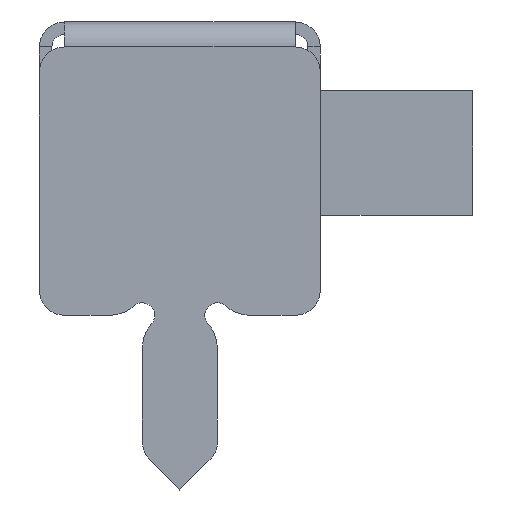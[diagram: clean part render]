
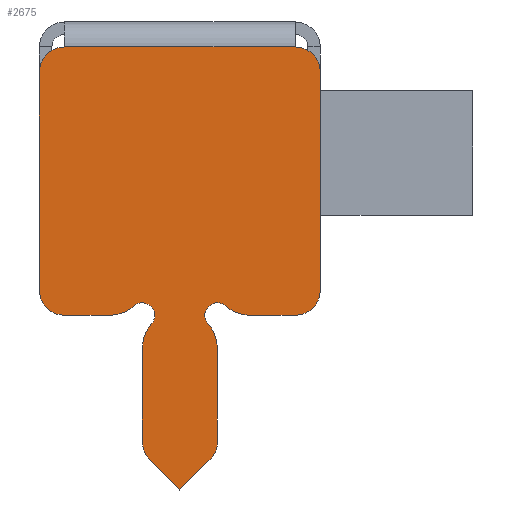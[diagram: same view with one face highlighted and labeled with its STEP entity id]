
A CAD part, left-side view. The second image highlights one B-rep face of the part: STEP entity #2675.
In plain terms, the highlighted planar face has unit normal (-1, 0, 0).
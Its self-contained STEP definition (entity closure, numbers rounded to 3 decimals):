
#28=PLANE('',#2867);
#144=FACE_OUTER_BOUND('',#311,.T.);
#311=EDGE_LOOP('',(#1837,#1838,#1839,#1840,#1841,#1842,#1843,#1844,#1845,
#1846,#1847,#1848,#1849,#1850,#1851,#1852,#1853,#1854,#1855,#1856,#1857));
#483=LINE('',#4014,#776);
#486=LINE('',#4020,#779);
#487=LINE('',#4028,#780);
#488=LINE('',#4032,#781);
#489=LINE('',#4036,#782);
#490=LINE('',#4040,#783);
#491=LINE('',#4044,#784);
#492=LINE('',#4052,#785);
#493=LINE('',#4055,#786);
#776=VECTOR('',#3167,10.);
#779=VECTOR('',#3172,10.);
#780=VECTOR('',#3179,10.);
#781=VECTOR('',#3182,10.);
#782=VECTOR('',#3185,10.);
#783=VECTOR('',#3188,0.288);
#784=VECTOR('',#3191,10.);
#785=VECTOR('',#3198,10.);
#786=VECTOR('',#3201,10.);
#1063=CIRCLE('',#2865,0.4);
#1064=CIRCLE('',#2868,0.6);
#1065=CIRCLE('',#2869,0.2);
#1066=CIRCLE('',#2870,0.6);
#1067=CIRCLE('',#2871,0.4);
#1068=CIRCLE('',#2872,0.4);
#1069=CIRCLE('',#2873,0.4);
#1070=CIRCLE('',#2874,0.4);
#1071=CIRCLE('',#2875,0.6);
#1072=CIRCLE('',#2876,0.2);
#1073=CIRCLE('',#2877,0.6);
#1074=CIRCLE('',#2878,0.4);
#1178=VERTEX_POINT('',#4007);
#1179=VERTEX_POINT('',#4009);
#1180=VERTEX_POINT('',#4013);
#1182=VERTEX_POINT('',#4019);
#1183=VERTEX_POINT('',#4021);
#1184=VERTEX_POINT('',#4023);
#1185=VERTEX_POINT('',#4025);
#1186=VERTEX_POINT('',#4027);
#1187=VERTEX_POINT('',#4029);
#1188=VERTEX_POINT('',#4031);
#1189=VERTEX_POINT('',#4033);
#1190=VERTEX_POINT('',#4035);
#1191=VERTEX_POINT('',#4037);
#1192=VERTEX_POINT('',#4039);
#1193=VERTEX_POINT('',#4041);
#1194=VERTEX_POINT('',#4043);
#1195=VERTEX_POINT('',#4045);
#1196=VERTEX_POINT('',#4047);
#1197=VERTEX_POINT('',#4049);
#1198=VERTEX_POINT('',#4051);
#1199=VERTEX_POINT('',#4053);
#1427=EDGE_CURVE('',#1178,#1179,#1063,.T.);
#1429=EDGE_CURVE('',#1180,#1179,#483,.T.);
#1432=EDGE_CURVE('',#1182,#1178,#486,.T.);
#1433=EDGE_CURVE('',#1183,#1182,#1064,.T.);
#1434=EDGE_CURVE('',#1183,#1184,#1065,.T.);
#1435=EDGE_CURVE('',#1185,#1184,#1066,.T.);
#1436=EDGE_CURVE('',#1185,#1186,#487,.T.);
#1437=EDGE_CURVE('',#1187,#1186,#1067,.T.);
#1438=EDGE_CURVE('',#1187,#1188,#488,.T.);
#1439=EDGE_CURVE('',#1189,#1188,#1068,.T.);
#1440=EDGE_CURVE('',#1189,#1190,#489,.T.);
#1441=EDGE_CURVE('',#1191,#1190,#1069,.T.);
#1442=EDGE_CURVE('',#1191,#1192,#490,.T.);
#1443=EDGE_CURVE('',#1193,#1192,#1070,.T.);
#1444=EDGE_CURVE('',#1193,#1194,#491,.T.);
#1445=EDGE_CURVE('',#1195,#1194,#1071,.T.);
#1446=EDGE_CURVE('',#1195,#1196,#1072,.T.);
#1447=EDGE_CURVE('',#1197,#1196,#1073,.T.);
#1448=EDGE_CURVE('',#1197,#1198,#492,.T.);
#1449=EDGE_CURVE('',#1199,#1198,#1074,.T.);
#1450=EDGE_CURVE('',#1180,#1199,#493,.T.);
#1837=ORIENTED_EDGE('',*,*,#1427,.F.);
#1838=ORIENTED_EDGE('',*,*,#1432,.F.);
#1839=ORIENTED_EDGE('',*,*,#1433,.F.);
#1840=ORIENTED_EDGE('',*,*,#1434,.T.);
#1841=ORIENTED_EDGE('',*,*,#1435,.F.);
#1842=ORIENTED_EDGE('',*,*,#1436,.T.);
#1843=ORIENTED_EDGE('',*,*,#1437,.F.);
#1844=ORIENTED_EDGE('',*,*,#1438,.T.);
#1845=ORIENTED_EDGE('',*,*,#1439,.F.);
#1846=ORIENTED_EDGE('',*,*,#1440,.T.);
#1847=ORIENTED_EDGE('',*,*,#1441,.F.);
#1848=ORIENTED_EDGE('',*,*,#1442,.T.);
#1849=ORIENTED_EDGE('',*,*,#1443,.F.);
#1850=ORIENTED_EDGE('',*,*,#1444,.T.);
#1851=ORIENTED_EDGE('',*,*,#1445,.F.);
#1852=ORIENTED_EDGE('',*,*,#1446,.T.);
#1853=ORIENTED_EDGE('',*,*,#1447,.F.);
#1854=ORIENTED_EDGE('',*,*,#1448,.T.);
#1855=ORIENTED_EDGE('',*,*,#1449,.F.);
#1856=ORIENTED_EDGE('',*,*,#1450,.F.);
#1857=ORIENTED_EDGE('',*,*,#1429,.T.);
#2675=ADVANCED_FACE('',(#144),#28,.T.);
#2865=AXIS2_PLACEMENT_3D('',#4010,#3162,#3163);
#2867=AXIS2_PLACEMENT_3D('',#4018,#3170,#3171);
#2868=AXIS2_PLACEMENT_3D('',#4022,#3173,#3174);
#2869=AXIS2_PLACEMENT_3D('',#4024,#3175,#3176);
#2870=AXIS2_PLACEMENT_3D('',#4026,#3177,#3178);
#2871=AXIS2_PLACEMENT_3D('',#4030,#3180,#3181);
#2872=AXIS2_PLACEMENT_3D('',#4034,#3183,#3184);
#2873=AXIS2_PLACEMENT_3D('',#4038,#3186,#3187);
#2874=AXIS2_PLACEMENT_3D('',#4042,#3189,#3190);
#2875=AXIS2_PLACEMENT_3D('',#4046,#3192,#3193);
#2876=AXIS2_PLACEMENT_3D('',#4048,#3194,#3195);
#2877=AXIS2_PLACEMENT_3D('',#4050,#3196,#3197);
#2878=AXIS2_PLACEMENT_3D('',#4054,#3199,#3200);
#3162=DIRECTION('center_axis',(1.,0.,0.));
#3163=DIRECTION('ref_axis',(0.,-0.924,-0.383));
#3167=DIRECTION('',(0.,-0.707,0.707));
#3170=DIRECTION('center_axis',(-1.,0.,0.));
#3171=DIRECTION('ref_axis',(0.,0.,1.));
#3172=DIRECTION('',(0.,0.,-1.));
#3173=DIRECTION('center_axis',(1.,0.,0.));
#3174=DIRECTION('ref_axis',(0.,-0.935,0.354));
#3175=DIRECTION('center_axis',(1.,0.,0.));
#3176=DIRECTION('ref_axis',(0.,1.,0.));
#3177=DIRECTION('center_axis',(1.,0.,0.));
#3178=DIRECTION('ref_axis',(0.,0.354,-0.935));
#3179=DIRECTION('',(0.,-1.,0.));
#3180=DIRECTION('center_axis',(1.,0.,0.));
#3181=DIRECTION('ref_axis',(0.,-0.707,-0.707));
#3182=DIRECTION('',(0.,0.,1.));
#3183=DIRECTION('center_axis',(1.,0.,0.));
#3184=DIRECTION('ref_axis',(0.,-0.707,0.707));
#3185=DIRECTION('',(0.,1.,0.));
#3186=DIRECTION('center_axis',(1.,0.,0.));
#3187=DIRECTION('ref_axis',(0.,0.707,0.707));
#3188=DIRECTION('',(0.,0.,-1.));
#3189=DIRECTION('center_axis',(1.,0.,0.));
#3190=DIRECTION('ref_axis',(0.,0.707,-0.707));
#3191=DIRECTION('',(0.,-1.,0.));
#3192=DIRECTION('center_axis',(1.,0.,0.));
#3193=DIRECTION('ref_axis',(0.,-0.354,-0.935));
#3194=DIRECTION('center_axis',(1.,0.,0.));
#3195=DIRECTION('ref_axis',(0.,1.,0.));
#3196=DIRECTION('center_axis',(1.,0.,0.));
#3197=DIRECTION('ref_axis',(0.,0.935,0.354));
#3198=DIRECTION('',(0.,0.,-1.));
#3199=DIRECTION('center_axis',(1.,0.,0.));
#3200=DIRECTION('ref_axis',(0.,0.924,-0.383));
#3201=DIRECTION('',(0.,0.707,0.707));
#4007=CARTESIAN_POINT('',(0.,1.65,-6.534));
#4009=CARTESIAN_POINT('',(0.,1.767,-6.817));
#4010=CARTESIAN_POINT('Origin',(0.,2.05,-6.534));
#4013=CARTESIAN_POINT('',(0.,2.25,-7.3));
#4014=CARTESIAN_POINT('',(0.,2.25,-7.3));
#4018=CARTESIAN_POINT('Origin',(0.,2.25,-2.124));
#4019=CARTESIAN_POINT('',(0.,1.65,-5.029));
#4020=CARTESIAN_POINT('',(0.,1.65,-4.5));
#4021=CARTESIAN_POINT('',(0.,1.8,-4.632));
#4022=CARTESIAN_POINT('Origin',(0.,2.25,-5.029));
#4023=CARTESIAN_POINT('',(0.,1.518,-4.35));
#4024=CARTESIAN_POINT('Origin',(0.,1.65,-4.5));
#4025=CARTESIAN_POINT('',(0.,1.121,-4.5));
#4026=CARTESIAN_POINT('Origin',(0.,1.121,-3.9));
#4027=CARTESIAN_POINT('',(0.,0.4,-4.5));
#4028=CARTESIAN_POINT('',(0.,0.,-4.5));
#4029=CARTESIAN_POINT('',(0.,0.,-4.1));
#4030=CARTESIAN_POINT('Origin',(0.,0.4,-4.1));
#4031=CARTESIAN_POINT('',(0.,0.,-0.6));
#4032=CARTESIAN_POINT('',(0.,0.,-0.2));
#4033=CARTESIAN_POINT('',(0.,0.4,-0.2));
#4034=CARTESIAN_POINT('Origin',(0.,0.4,-0.6));
#4035=CARTESIAN_POINT('',(0.,4.1,-0.2));
#4036=CARTESIAN_POINT('',(0.,2.25,-0.2));
#4037=CARTESIAN_POINT('',(0.,4.5,-0.6));
#4038=CARTESIAN_POINT('Origin',(0.,4.1,-0.6));
#4039=CARTESIAN_POINT('',(0.,4.5,-4.1));
#4040=CARTESIAN_POINT('',(0.,4.5,0.705));
#4041=CARTESIAN_POINT('',(0.,4.1,-4.5));
#4042=CARTESIAN_POINT('Origin',(0.,4.1,-4.1));
#4043=CARTESIAN_POINT('',(0.,3.379,-4.5));
#4044=CARTESIAN_POINT('',(0.,0.,-4.5));
#4045=CARTESIAN_POINT('',(0.,2.982,-4.35));
#4046=CARTESIAN_POINT('Origin',(0.,3.379,-3.9));
#4047=CARTESIAN_POINT('',(0.,2.7,-4.632));
#4048=CARTESIAN_POINT('Origin',(0.,2.85,-4.5));
#4049=CARTESIAN_POINT('',(0.,2.85,-5.029));
#4050=CARTESIAN_POINT('Origin',(0.,2.25,-5.029));
#4051=CARTESIAN_POINT('',(0.,2.85,-6.534));
#4052=CARTESIAN_POINT('',(0.,2.85,-4.5));
#4053=CARTESIAN_POINT('',(0.,2.733,-6.817));
#4054=CARTESIAN_POINT('Origin',(0.,2.45,-6.534));
#4055=CARTESIAN_POINT('',(0.,2.25,-7.3));
